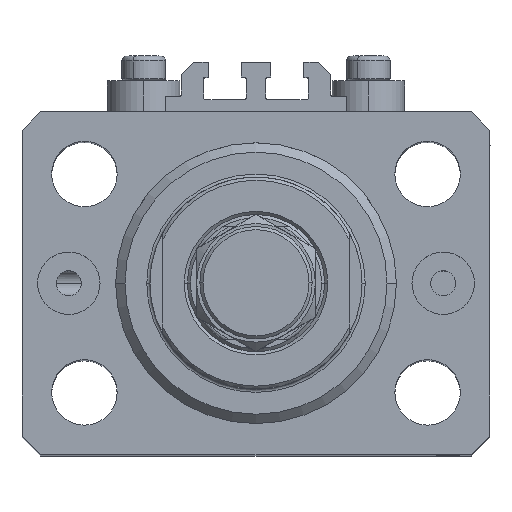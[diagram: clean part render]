
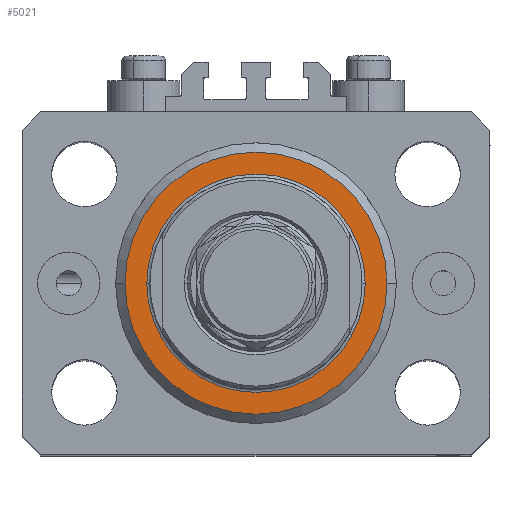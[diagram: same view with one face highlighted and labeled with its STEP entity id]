
A CAD part, top view. The second image highlights one B-rep face of the part: STEP entity #5021.
In plain terms, the highlighted face is planar.
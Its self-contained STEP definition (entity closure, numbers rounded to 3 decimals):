
#598 = VERTEX_POINT ( 'NONE', #28979 ) ;
#1662 = FACE_OUTER_BOUND ( 'NONE', #12672, .T. ) ;
#1988 = CIRCLE ( 'NONE', #31201, 17.5 ) ;
#2176 = AXIS2_PLACEMENT_3D ( 'NONE', #26146, #29381, #41468 ) ;
#3730 = AXIS2_PLACEMENT_3D ( 'NONE', #37565, #44494, #11122 ) ;
#5021 = ADVANCED_FACE ( 'NONE', ( #23896, #1662 ), #17240, .F. ) ;
#6328 = EDGE_CURVE ( 'NONE', #7453, #598, #6847, .T. ) ;
#6620 = VERTEX_POINT ( 'NONE', #31482 ) ;
#6847 = CIRCLE ( 'NONE', #39991, 17.5 ) ;
#7453 = VERTEX_POINT ( 'NONE', #10825 ) ;
#8255 = VERTEX_POINT ( 'NONE', #28902 ) ;
#9658 = ORIENTED_EDGE ( 'NONE', *, *, #6328, .T. ) ;
#10825 = CARTESIAN_POINT ( 'NONE',  ( -17.5, 0., 0. ) ) ;
#11122 = DIRECTION ( 'NONE',  ( 1., 0., 0. ) ) ;
#11175 = DIRECTION ( 'NONE',  ( 1., 0., 0. ) ) ;
#12672 = EDGE_LOOP ( 'NONE', ( #48419, #26438 ) ) ;
#12794 = DIRECTION ( 'NONE',  ( 1., 0., 0. ) ) ;
#17240 = PLANE ( 'NONE',  #34437 ) ;
#18269 = EDGE_LOOP ( 'NONE', ( #38139, #9658 ) ) ;
#18754 = CIRCLE ( 'NONE', #2176, 21. ) ;
#21085 = CIRCLE ( 'NONE', #3730, 21. ) ;
#23896 = FACE_BOUND ( 'NONE', #18269, .T. ) ;
#25467 = CARTESIAN_POINT ( 'NONE',  ( 0., 0., 0. ) ) ;
#26146 = CARTESIAN_POINT ( 'NONE',  ( 0., 0., 0. ) ) ;
#26438 = ORIENTED_EDGE ( 'NONE', *, *, #43790, .T. ) ;
#28686 = DIRECTION ( 'NONE',  ( 1., 0., 0. ) ) ;
#28902 = CARTESIAN_POINT ( 'NONE',  ( -21., 0., 0. ) ) ;
#28979 = CARTESIAN_POINT ( 'NONE',  ( 17.5, 0., 0. ) ) ;
#29381 = DIRECTION ( 'NONE',  ( 0., 0., -1. ) ) ;
#31201 = AXIS2_PLACEMENT_3D ( 'NONE', #48753, #37867, #11175 ) ;
#31482 = CARTESIAN_POINT ( 'NONE',  ( 21., 0., 0. ) ) ;
#31576 = DIRECTION ( 'NONE',  ( 0., 0., 1. ) ) ;
#31824 = CARTESIAN_POINT ( 'NONE',  ( 0., 0., 0. ) ) ;
#34437 = AXIS2_PLACEMENT_3D ( 'NONE', #31824, #31576, #12794 ) ;
#35434 = EDGE_CURVE ( 'NONE', #598, #7453, #1988, .T. ) ;
#37565 = CARTESIAN_POINT ( 'NONE',  ( 0., 0., 0. ) ) ;
#37867 = DIRECTION ( 'NONE',  ( 0., 0., 1. ) ) ;
#38139 = ORIENTED_EDGE ( 'NONE', *, *, #35434, .T. ) ;
#39991 = AXIS2_PLACEMENT_3D ( 'NONE', #25467, #40542, #28686 ) ;
#40542 = DIRECTION ( 'NONE',  ( 0., 0., 1. ) ) ;
#41468 = DIRECTION ( 'NONE',  ( 1., 0., 0. ) ) ;
#43790 = EDGE_CURVE ( 'NONE', #8255, #6620, #21085, .T. ) ;
#44494 = DIRECTION ( 'NONE',  ( 0., 0., -1. ) ) ;
#44660 = EDGE_CURVE ( 'NONE', #6620, #8255, #18754, .T. ) ;
#48419 = ORIENTED_EDGE ( 'NONE', *, *, #44660, .T. ) ;
#48753 = CARTESIAN_POINT ( 'NONE',  ( 0., 0., 0. ) ) ;
